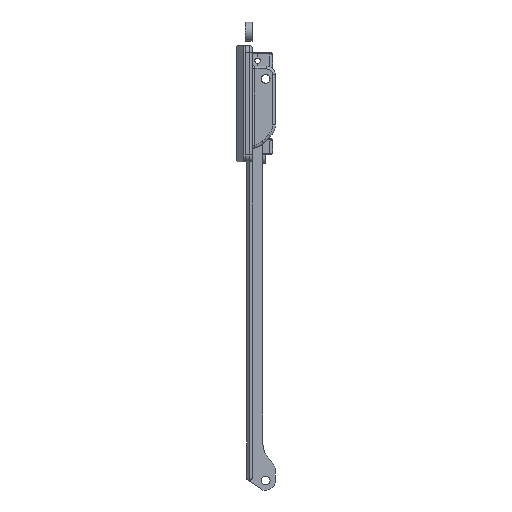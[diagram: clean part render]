
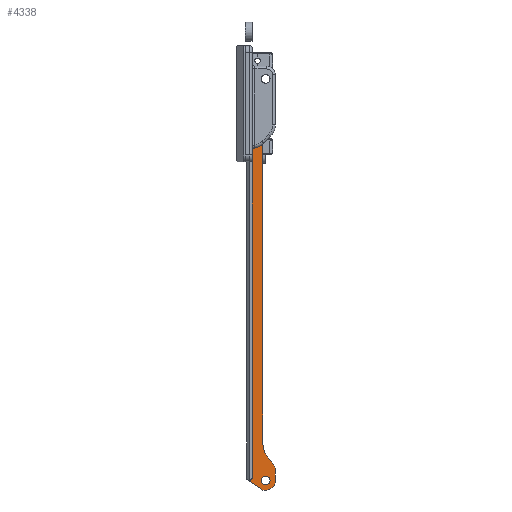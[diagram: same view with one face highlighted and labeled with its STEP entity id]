
A CAD part, left-side view. The second image highlights one B-rep face of the part: STEP entity #4338.
In plain terms, the highlighted planar face has unit normal (-1, 0, 0).
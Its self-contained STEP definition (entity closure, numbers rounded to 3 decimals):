
#220=FACE_BOUND('',#754,.T.);
#221=FACE_BOUND('',#755,.T.);
#277=CIRCLE('',#4605,2.);
#279=CIRCLE('',#4609,2.);
#285=CIRCLE('',#4620,16.);
#288=CIRCLE('',#4628,16.);
#290=CIRCLE('',#4633,6.3);
#291=CIRCLE('',#4634,9.45);
#292=CIRCLE('',#4635,9.45);
#293=CIRCLE('',#4636,6.3);
#294=CIRCLE('',#4637,3.15);
#295=CIRCLE('',#4638,3.15);
#500=FACE_OUTER_BOUND('',#753,.T.);
#753=EDGE_LOOP('',(#3121,#3122,#3123,#3124,#3125,#3126,#3127,#3128,#3129,
#3130,#3131,#3132,#3133,#3134,#3135,#3136,#3137,#3138));
#754=EDGE_LOOP('',(#3139));
#755=EDGE_LOOP('',(#3140));
#1106=LINE('',#6590,#1514);
#1124=LINE('',#6637,#1532);
#1158=LINE('',#6704,#1566);
#1167=LINE('',#6731,#1575);
#1170=LINE('',#6737,#1578);
#1171=LINE('',#6741,#1579);
#1172=LINE('',#6744,#1580);
#1173=LINE('',#6748,#1581);
#1174=LINE('',#6751,#1582);
#1175=LINE('',#6752,#1583);
#1514=VECTOR('',#5198,10.);
#1532=VECTOR('',#5238,10.);
#1566=VECTOR('',#5294,10.);
#1575=VECTOR('',#5323,10.);
#1578=VECTOR('',#5328,10.);
#1579=VECTOR('',#5331,10.);
#1580=VECTOR('',#5334,10.);
#1581=VECTOR('',#5337,10.);
#1582=VECTOR('',#5340,10.);
#1583=VECTOR('',#5341,10.);
#1916=VERTEX_POINT('',#6587);
#1917=VERTEX_POINT('',#6589);
#1927=VERTEX_POINT('',#6613);
#1929=VERTEX_POINT('',#6621);
#1930=VERTEX_POINT('',#6623);
#1935=VERTEX_POINT('',#6635);
#1954=VERTEX_POINT('',#6694);
#1955=VERTEX_POINT('',#6696);
#1957=VERTEX_POINT('',#6702);
#1962=VERTEX_POINT('',#6720);
#1965=VERTEX_POINT('',#6730);
#1967=VERTEX_POINT('',#6736);
#1968=VERTEX_POINT('',#6738);
#1969=VERTEX_POINT('',#6740);
#1970=VERTEX_POINT('',#6743);
#1971=VERTEX_POINT('',#6745);
#1972=VERTEX_POINT('',#6747);
#1973=VERTEX_POINT('',#6749);
#1974=VERTEX_POINT('',#6753);
#1975=VERTEX_POINT('',#6755);
#2340=EDGE_CURVE('',#1917,#1916,#1106,.F.);
#2353=EDGE_CURVE('',#1927,#1916,#277,.F.);
#2357=EDGE_CURVE('',#1929,#1930,#279,.F.);
#2364=EDGE_CURVE('',#1935,#1929,#1124,.T.);
#2400=EDGE_CURVE('',#1954,#1955,#285,.F.);
#2404=EDGE_CURVE('',#1957,#1954,#1158,.F.);
#2412=EDGE_CURVE('',#1962,#1957,#288,.F.);
#2417=EDGE_CURVE('',#1955,#1965,#1167,.F.);
#2420=EDGE_CURVE('',#1935,#1967,#1170,.T.);
#2421=EDGE_CURVE('',#1968,#1967,#290,.F.);
#2422=EDGE_CURVE('',#1969,#1968,#1171,.F.);
#2423=EDGE_CURVE('',#1965,#1969,#291,.F.);
#2424=EDGE_CURVE('',#1970,#1962,#1172,.F.);
#2425=EDGE_CURVE('',#1971,#1970,#292,.F.);
#2426=EDGE_CURVE('',#1972,#1971,#1173,.F.);
#2427=EDGE_CURVE('',#1973,#1972,#293,.F.);
#2428=EDGE_CURVE('',#1917,#1973,#1174,.F.);
#2429=EDGE_CURVE('',#1930,#1927,#1175,.F.);
#2430=EDGE_CURVE('',#1974,#1974,#294,.F.);
#2431=EDGE_CURVE('',#1975,#1975,#295,.F.);
#3121=ORIENTED_EDGE('',*,*,#2364,.F.);
#3122=ORIENTED_EDGE('',*,*,#2420,.T.);
#3123=ORIENTED_EDGE('',*,*,#2421,.F.);
#3124=ORIENTED_EDGE('',*,*,#2422,.F.);
#3125=ORIENTED_EDGE('',*,*,#2423,.F.);
#3126=ORIENTED_EDGE('',*,*,#2417,.F.);
#3127=ORIENTED_EDGE('',*,*,#2400,.F.);
#3128=ORIENTED_EDGE('',*,*,#2404,.F.);
#3129=ORIENTED_EDGE('',*,*,#2412,.F.);
#3130=ORIENTED_EDGE('',*,*,#2424,.F.);
#3131=ORIENTED_EDGE('',*,*,#2425,.F.);
#3132=ORIENTED_EDGE('',*,*,#2426,.F.);
#3133=ORIENTED_EDGE('',*,*,#2427,.F.);
#3134=ORIENTED_EDGE('',*,*,#2428,.F.);
#3135=ORIENTED_EDGE('',*,*,#2340,.T.);
#3136=ORIENTED_EDGE('',*,*,#2353,.F.);
#3137=ORIENTED_EDGE('',*,*,#2429,.F.);
#3138=ORIENTED_EDGE('',*,*,#2357,.F.);
#3139=ORIENTED_EDGE('',*,*,#2430,.T.);
#3140=ORIENTED_EDGE('',*,*,#2431,.T.);
#4214=PLANE('',#4632);
#4338=ADVANCED_FACE('',(#500,#220,#221),#4214,.T.);
#4605=AXIS2_PLACEMENT_3D('',#6615,#5218,#5219);
#4609=AXIS2_PLACEMENT_3D('',#6624,#5228,#5229);
#4620=AXIS2_PLACEMENT_3D('',#6697,#5287,#5288);
#4628=AXIS2_PLACEMENT_3D('',#6721,#5312,#5313);
#4632=AXIS2_PLACEMENT_3D('',#6735,#5326,#5327);
#4633=AXIS2_PLACEMENT_3D('',#6739,#5329,#5330);
#4634=AXIS2_PLACEMENT_3D('',#6742,#5332,#5333);
#4635=AXIS2_PLACEMENT_3D('',#6746,#5335,#5336);
#4636=AXIS2_PLACEMENT_3D('',#6750,#5338,#5339);
#4637=AXIS2_PLACEMENT_3D('',#6754,#5342,#5343);
#4638=AXIS2_PLACEMENT_3D('',#6756,#5344,#5345);
#5198=DIRECTION('',(0.,-0.832,0.555));
#5218=DIRECTION('center_axis',(1.,0.,0.));
#5219=DIRECTION('ref_axis',(0.,-0.472,0.882));
#5228=DIRECTION('center_axis',(1.,0.,0.));
#5229=DIRECTION('ref_axis',(0.,-0.472,-0.882));
#5238=DIRECTION('',(0.,0.832,0.555));
#5287=DIRECTION('center_axis',(1.,0.,0.));
#5288=DIRECTION('ref_axis',(0.,0.924,-0.383));
#5294=DIRECTION('',(0.,0.,1.));
#5312=DIRECTION('center_axis',(1.,0.,0.));
#5313=DIRECTION('ref_axis',(0.,0.924,0.383));
#5323=DIRECTION('',(0.,0.707,0.707));
#5326=DIRECTION('center_axis',(-1.,0.,0.));
#5327=DIRECTION('ref_axis',(0.,0.,-1.));
#5328=DIRECTION('',(0.,-1.,0.));
#5329=DIRECTION('center_axis',(-1.,0.,0.));
#5330=DIRECTION('ref_axis',(0.,-0.707,-0.707));
#5331=DIRECTION('',(0.,0.,1.));
#5332=DIRECTION('center_axis',(-1.,0.,0.));
#5333=DIRECTION('ref_axis',(0.,-0.924,0.383));
#5334=DIRECTION('',(0.,-0.707,0.707));
#5335=DIRECTION('center_axis',(-1.,0.,0.));
#5336=DIRECTION('ref_axis',(0.,-0.924,-0.383));
#5337=DIRECTION('',(0.,0.,1.));
#5338=DIRECTION('center_axis',(-1.,0.,0.));
#5339=DIRECTION('ref_axis',(0.,-0.707,0.707));
#5340=DIRECTION('',(0.,1.,0.));
#5341=DIRECTION('',(0.,0.,-1.));
#5342=DIRECTION('center_axis',(-1.,0.,0.));
#5343=DIRECTION('ref_axis',(0.,1.,0.));
#5344=DIRECTION('center_axis',(-1.,0.,0.));
#5345=DIRECTION('ref_axis',(0.,1.,0.));
#6587=CARTESIAN_POINT('',(-113.097,3.109,12.956));
#6589=CARTESIAN_POINT('',(-113.097,-8.,20.363));
#6590=CARTESIAN_POINT('',(-113.097,97.75,-50.137));
#6613=CARTESIAN_POINT('',(-113.097,0.,11.292));
#6615=CARTESIAN_POINT('Origin',(-113.097,2.,11.292));
#6621=CARTESIAN_POINT('',(-113.097,3.109,-280.231));
#6623=CARTESIAN_POINT('',(-113.097,0.,-278.567));
#6624=CARTESIAN_POINT('Origin',(-113.097,2.,-278.567));
#6635=CARTESIAN_POINT('',(-113.097,-8.,-287.637));
#6637=CARTESIAN_POINT('',(-113.097,34.981,-258.983));
#6694=CARTESIAN_POINT('',(-113.097,-8.,-254.01));
#6696=CARTESIAN_POINT('',(-113.097,-12.686,-265.324));
#6697=CARTESIAN_POINT('Origin',(-113.097,-24.,-254.01));
#6702=CARTESIAN_POINT('',(-113.097,-8.,-13.265));
#6704=CARTESIAN_POINT('',(-113.097,-8.,-201.637));
#6720=CARTESIAN_POINT('',(-113.097,-12.686,-1.951));
#6721=CARTESIAN_POINT('Origin',(-113.097,-24.,-13.265));
#6730=CARTESIAN_POINT('',(-113.097,-14.232,-266.869));
#6731=CARTESIAN_POINT('',(-113.097,-8.5,-261.137));
#6735=CARTESIAN_POINT('Origin',(-113.097,0.,
-269.637));
#6736=CARTESIAN_POINT('',(-113.097,-10.7,-287.637));
#6737=CARTESIAN_POINT('',(-113.097,0.,-287.637));
#6738=CARTESIAN_POINT('',(-113.097,-17.,-281.337));
#6739=CARTESIAN_POINT('Origin',(-113.097,-10.7,-281.337));
#6740=CARTESIAN_POINT('',(-113.097,-17.,-273.552));
#6741=CARTESIAN_POINT('',(-113.097,-17.,-274.137));
#6742=CARTESIAN_POINT('Origin',(-113.097,-7.55,-273.552));
#6743=CARTESIAN_POINT('',(-113.097,-14.232,-0.405));
#6744=CARTESIAN_POINT('',(-113.097,59.5,-74.137));
#6745=CARTESIAN_POINT('',(-113.097,-17.,6.277));
#6746=CARTESIAN_POINT('Origin',(-113.097,-7.55,6.277));
#6747=CARTESIAN_POINT('',(-113.097,-17.,14.063));
#6748=CARTESIAN_POINT('',(-113.097,-17.,-129.137));
#6749=CARTESIAN_POINT('',(-113.097,-10.7,20.363));
#6750=CARTESIAN_POINT('Origin',(-113.097,-10.7,14.063));
#6751=CARTESIAN_POINT('',(-113.097,0.,20.363));
#6752=CARTESIAN_POINT('',(-113.097,0.,-201.637));
#6753=CARTESIAN_POINT('',(-113.097,-13.15,13.363));
#6754=CARTESIAN_POINT('Origin',(-113.097,-10.,13.363));
#6755=CARTESIAN_POINT('',(-113.097,-13.15,-280.637));
#6756=CARTESIAN_POINT('Origin',(-113.097,-10.,-280.637));
